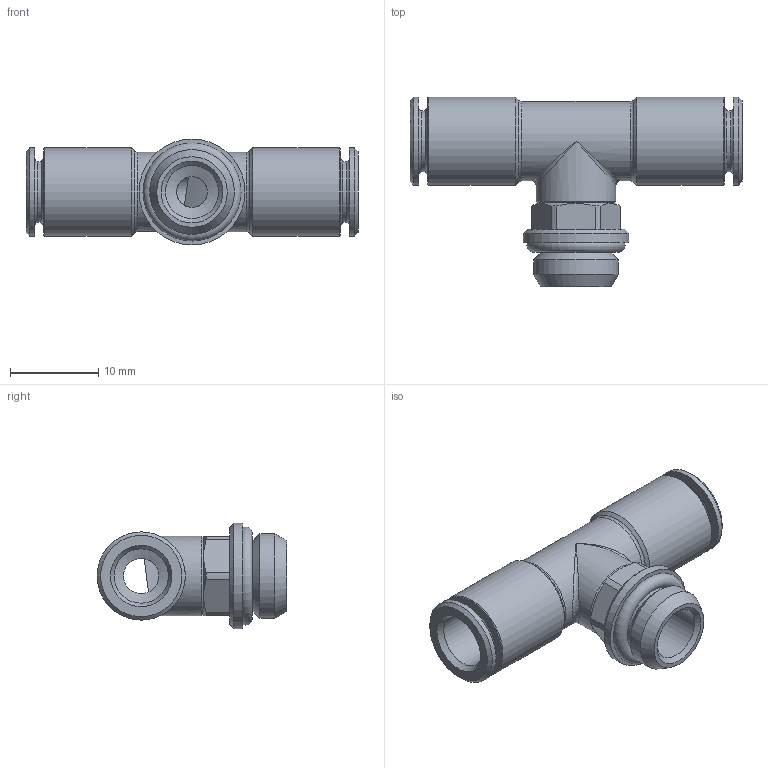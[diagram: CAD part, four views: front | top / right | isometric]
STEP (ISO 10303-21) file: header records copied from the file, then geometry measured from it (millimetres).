
FILE_DESCRIPTION(( 'MAL.21.06.18.stp' ), '1');
FILE_NAME( 'MAL.21.06.18.stp', '2021-02-19T16:28:11',( 'Sopra'),('sopra-pneumatic.com'), 'SwSTEP 2.0','SolidWorks 2009','' );
FILE_SCHEMA( ( 'AUTOMOTIVE_DESIGN { 1 0 10303 214 1 1 1 1 }' ) );
Length unit declared in the file: metre
Products named in the file (1): Rivoluzione3
Bounding box: 37.6 x 21.5 x 12 mm (x, y, z)
Volume: 2310.2 mm3; surface area: 2763.4 mm2
Topology: 1 solids, 1 shells, 66 faces, 149 edges, 90 vertices
Faces by surface type: cylinder 22, cone 19, plane 18, torus 5, bspline 2
Full cylindrical faces by diameter (mm): 3.5 x1, 4 x1, 6 x1, 6.15 x2, 6.9 x2, 7.9 x1, 9 x2, 9.6 x1, 10 x4, 12 x1
Entity records: 2412 total; most frequent: CARTESIAN_POINT 608, DIRECTION 272, ORIENTED_EDGE 192, AXIS2_PLACEMENT_3D 127, EDGE_LOOP 120, EDGE_CURVE 96, FACE_OUTER_BOUND 87, VERTEX_POINT 83
